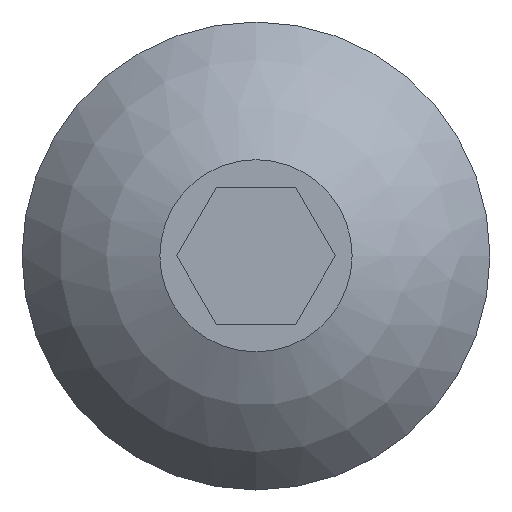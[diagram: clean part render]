
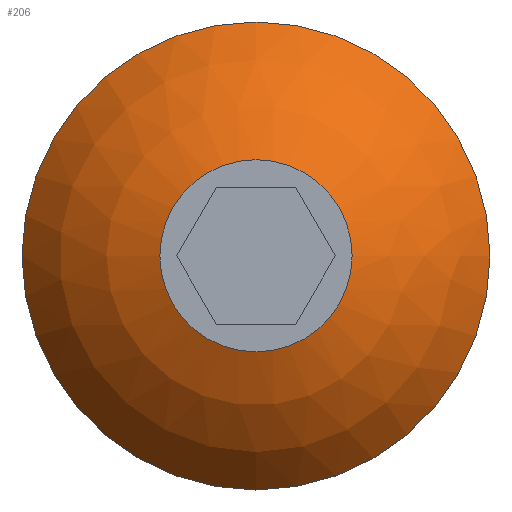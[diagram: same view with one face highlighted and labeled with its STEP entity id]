
A CAD part, top view. The second image highlights one B-rep face of the part: STEP entity #206.
In plain terms, the highlighted spherical face has radius 3.222 mm.
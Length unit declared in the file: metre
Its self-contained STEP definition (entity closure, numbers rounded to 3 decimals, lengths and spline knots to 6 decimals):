
#15=SPHERICAL_SURFACE('',#234,0.003222);
#16=CIRCLE('',#226,0.001111);
#17=CIRCLE('',#235,0.002705);
#59=ORIENTED_EDGE('',*,*,#76,.F.);
#60=ORIENTED_EDGE('',*,*,#89,.T.);
#76=EDGE_CURVE('',#100,#100,#16,.T.);
#89=EDGE_CURVE('',#107,#107,#17,.F.);
#100=VERTEX_POINT('',#320);
#107=VERTEX_POINT('',#348);
#157=EDGE_LOOP('',(#59));
#158=EDGE_LOOP('',(#60));
#177=FACE_BOUND('',#157,.T.);
#178=FACE_BOUND('',#158,.T.);
#206=ADVANCED_FACE('',(#177,#178),#15,.T.);
#226=AXIS2_PLACEMENT_3D('',#319,#255,#256);
#234=AXIS2_PLACEMENT_3D('',#346,#283,#284);
#235=AXIS2_PLACEMENT_3D('',#347,#285,#286);
#255=DIRECTION('',(0.,0.,1.));
#256=DIRECTION('',(1.,0.,0.));
#283=DIRECTION('',(0.,0.,1.));
#284=DIRECTION('',(1.,0.,0.));
#285=DIRECTION('',(0.,0.,-1.));
#286=DIRECTION('',(-1.,0.,0.));
#319=CARTESIAN_POINT('',(0.,0.,0.001499));
#320=CARTESIAN_POINT('',(0.001111,0.,0.001499));
#346=CARTESIAN_POINT('',(0.,0.,-0.001526));
#347=CARTESIAN_POINT('',(0.,0.,0.000225));
#348=CARTESIAN_POINT('',(-0.002705,0.,0.000225));
